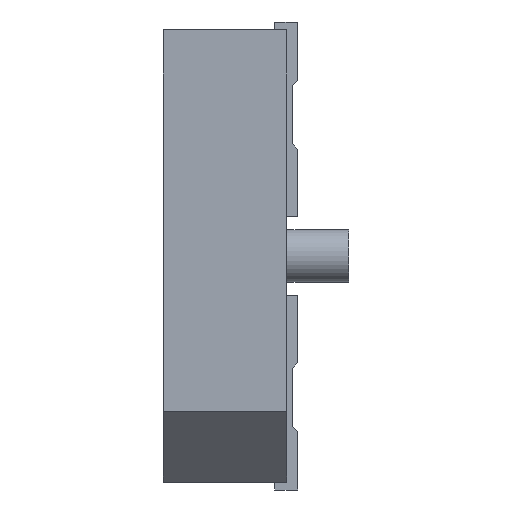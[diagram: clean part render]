
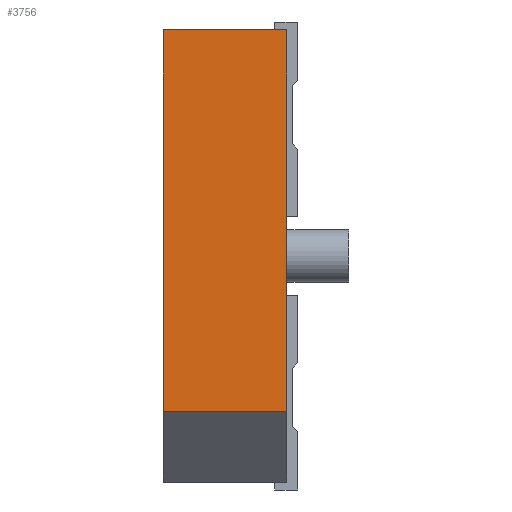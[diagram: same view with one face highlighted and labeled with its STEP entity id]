
A CAD part, left-side view. The second image highlights one B-rep face of the part: STEP entity #3756.
In plain terms, the highlighted planar face has unit normal (-1, 0, 0).
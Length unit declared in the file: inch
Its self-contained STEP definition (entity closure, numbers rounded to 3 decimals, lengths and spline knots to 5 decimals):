
#3756 = ADVANCED_FACE( '', ( #7937 ), #7938, .T. );
#7937 = FACE_OUTER_BOUND( '', #12633, .T. );
#7938 = PLANE( '', #12634 );
#12633 = EDGE_LOOP( '', ( #24528, #24529, #24530, #24531 ) );
#12634 = AXIS2_PLACEMENT_3D( '', #24532, #24533, #24534 );
#24528 = ORIENTED_EDGE( '', *, *, #35095, .F. );
#24529 = ORIENTED_EDGE( '', *, *, #35096, .F. );
#24530 = ORIENTED_EDGE( '', *, *, #35097, .T. );
#24531 = ORIENTED_EDGE( '', *, *, #30923, .T. );
#24532 = CARTESIAN_POINT( '', ( -0.29659, -0.07, -0.088 ) );
#24533 = DIRECTION( '', ( -1., 0., 0. ) );
#24534 = DIRECTION( '', ( 0., 0., 1. ) );
#30923 = EDGE_CURVE( '', #38159, #38156, #38160, .T. );
#35095 = EDGE_CURVE( '', #44503, #38156, #44504, .T. );
#35096 = EDGE_CURVE( '', #44505, #44503, #44506, .T. );
#35097 = EDGE_CURVE( '', #44505, #38159, #44507, .T. );
#38156 = VERTEX_POINT( '', #48627 );
#38159 = VERTEX_POINT( '', #48631 );
#38160 = LINE( '', #48632, #48633 );
#44503 = VERTEX_POINT( '', #58164 );
#44504 = LINE( '', #58165, #58166 );
#44505 = VERTEX_POINT( '', #58167 );
#44506 = LINE( '', #58168, #58169 );
#44507 = LINE( '', #58170, #58171 );
#48627 = CARTESIAN_POINT( '', ( -0.29659, 0., 0.128 ) );
#48631 = CARTESIAN_POINT( '', ( -0.29659, -0.07, 0.128 ) );
#48632 = CARTESIAN_POINT( '', ( -0.29659, -0.07, 0.128 ) );
#48633 = VECTOR( '', #60955, 39.37008 );
#58164 = CARTESIAN_POINT( '', ( -0.29659, 0., -0.088 ) );
#58165 = CARTESIAN_POINT( '', ( -0.29659, 0., -0.088 ) );
#58166 = VECTOR( '', #64339, 39.37008 );
#58167 = CARTESIAN_POINT( '', ( -0.29659, -0.07, -0.088 ) );
#58168 = CARTESIAN_POINT( '', ( -0.29659, -0.07, -0.088 ) );
#58169 = VECTOR( '', #64340, 39.37008 );
#58170 = CARTESIAN_POINT( '', ( -0.29659, -0.07, -0.088 ) );
#58171 = VECTOR( '', #64341, 39.37008 );
#60955 = DIRECTION( '', ( 0., 1., 0. ) );
#64339 = DIRECTION( '', ( 0., 0., 1. ) );
#64340 = DIRECTION( '', ( 0., 1., 0. ) );
#64341 = DIRECTION( '', ( 0., 0., 1. ) );
